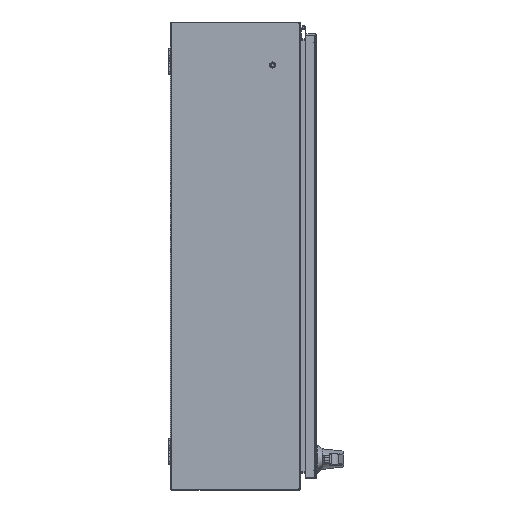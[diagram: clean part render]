
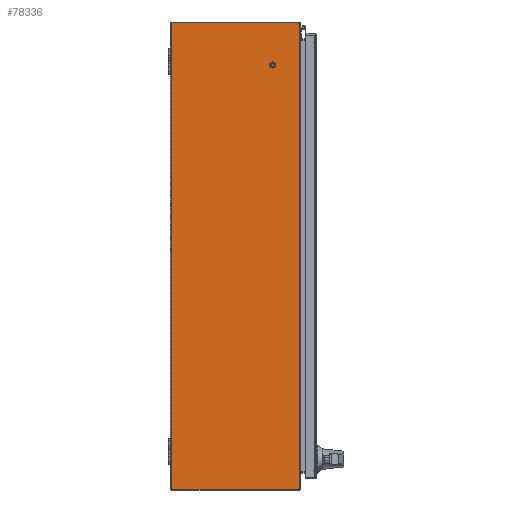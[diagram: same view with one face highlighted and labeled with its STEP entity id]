
A CAD part, front view. The second image highlights one B-rep face of the part: STEP entity #78336.
In plain terms, the highlighted face is planar.
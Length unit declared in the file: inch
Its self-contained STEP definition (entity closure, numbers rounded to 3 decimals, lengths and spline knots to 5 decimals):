
#2528 = DIRECTION ( 'NONE',  ( 0., 1., 0. ) ) ;
#2893 = CIRCLE ( 'NONE', #91116, 0.25 ) ;
#4782 = EDGE_CURVE ( 'NONE', #21737, #22104, #34944, .T. ) ;
#6172 = AXIS2_PLACEMENT_3D ( 'NONE', #11965, #10764, #100549 ) ;
#8596 = DIRECTION ( 'NONE',  ( 0., -1., 0. ) ) ;
#10764 = DIRECTION ( 'NONE',  ( 0., 0., -1. ) ) ;
#11965 = CARTESIAN_POINT ( 'NONE',  ( 17.928, -0.072, -24. ) ) ;
#12686 = CARTESIAN_POINT ( 'NONE',  ( -17.678, -9.77404, -24. ) ) ;
#20572 = CARTESIAN_POINT ( 'NONE',  ( 17.89842, -9.892, -24. ) ) ;
#21632 = EDGE_LOOP ( 'NONE', ( #88547, #97235, #25440, #56136, #71854, #101283 ) ) ;
#21737 = VERTEX_POINT ( 'NONE', #32995 ) ;
#22104 = VERTEX_POINT ( 'NONE', #107790 ) ;
#24148 = LINE ( 'NONE', #51654, #53620 ) ;
#25440 = ORIENTED_EDGE ( 'NONE', *, *, #83627, .F. ) ;
#26233 = VECTOR ( 'NONE', #48462, 39.37008 ) ;
#29566 = CARTESIAN_POINT ( 'NONE',  ( 17.928, -10.941, -24. ) ) ;
#32963 = CARTESIAN_POINT ( 'NONE',  ( -17.928, -0.072, -24. ) ) ;
#32995 = CARTESIAN_POINT ( 'NONE',  ( 17.928, -9.77404, -24. ) ) ;
#33893 = LINE ( 'NONE', #47277, #50645 ) ;
#34517 = CARTESIAN_POINT ( 'NONE',  ( -17.928, -9.77404, -24. ) ) ;
#34944 = LINE ( 'NONE', #29566, #50351 ) ;
#36423 = DIRECTION ( 'NONE',  ( 0., 0., 1. ) ) ;
#38215 = PLANE ( 'NONE',  #6172 ) ;
#47277 = CARTESIAN_POINT ( 'NONE',  ( 17.928, -0.072, -24. ) ) ;
#47893 = EDGE_CURVE ( 'NONE', #94529, #81802, #24148, .T. ) ;
#48462 = DIRECTION ( 'NONE',  ( 0., 1., 0. ) ) ;
#50278 = DIRECTION ( 'NONE',  ( 0., -1., 0. ) ) ;
#50351 = VECTOR ( 'NONE', #2528, 39.37008 ) ;
#50645 = VECTOR ( 'NONE', #56766, 39.37008 ) ;
#51654 = CARTESIAN_POINT ( 'NONE',  ( 17.928, -9.892, -24. ) ) ;
#53620 = VECTOR ( 'NONE', #53661, 39.37008 ) ;
#53661 = DIRECTION ( 'NONE',  ( -1., 0., 0. ) ) ;
#56136 = ORIENTED_EDGE ( 'NONE', *, *, #73857, .T. ) ;
#56766 = DIRECTION ( 'NONE',  ( 1., 0., 0. ) ) ;
#68945 = VERTEX_POINT ( 'NONE', #32963 ) ;
#71589 = EDGE_CURVE ( 'NONE', #68945, #22104, #33893, .T. ) ;
#71807 = CARTESIAN_POINT ( 'NONE',  ( 17.678, -9.77404, -24. ) ) ;
#71854 = ORIENTED_EDGE ( 'NONE', *, *, #71589, .T. ) ;
#73857 = EDGE_CURVE ( 'NONE', #88603, #68945, #96321, .T. ) ;
#78075 = FACE_OUTER_BOUND ( 'NONE', #21632, .T. ) ;
#78336 = ADVANCED_FACE ( 'NONE', ( #78075 ), #38215, .T. ) ;
#81802 = VERTEX_POINT ( 'NONE', #110286 ) ;
#83627 = EDGE_CURVE ( 'NONE', #88603, #81802, #100529, .T. ) ;
#84877 = DIRECTION ( 'NONE',  ( 0., 0., 1. ) ) ;
#88547 = ORIENTED_EDGE ( 'NONE', *, *, #112522, .F. ) ;
#88603 = VERTEX_POINT ( 'NONE', #34517 ) ;
#91116 = AXIS2_PLACEMENT_3D ( 'NONE', #71807, #36423, #8596 ) ;
#93922 = CARTESIAN_POINT ( 'NONE',  ( -17.928, -0.072, -24. ) ) ;
#94529 = VERTEX_POINT ( 'NONE', #20572 ) ;
#96321 = LINE ( 'NONE', #93922, #26233 ) ;
#97235 = ORIENTED_EDGE ( 'NONE', *, *, #47893, .T. ) ;
#98357 = AXIS2_PLACEMENT_3D ( 'NONE', #12686, #84877, #50278 ) ;
#100529 = CIRCLE ( 'NONE', #98357, 0.25 ) ;
#100549 = DIRECTION ( 'NONE',  ( 0., -1., 0. ) ) ;
#101283 = ORIENTED_EDGE ( 'NONE', *, *, #4782, .F. ) ;
#107790 = CARTESIAN_POINT ( 'NONE',  ( 17.928, -0.072, -24. ) ) ;
#110286 = CARTESIAN_POINT ( 'NONE',  ( -17.89842, -9.892, -24. ) ) ;
#112522 = EDGE_CURVE ( 'NONE', #94529, #21737, #2893, .T. ) ;
